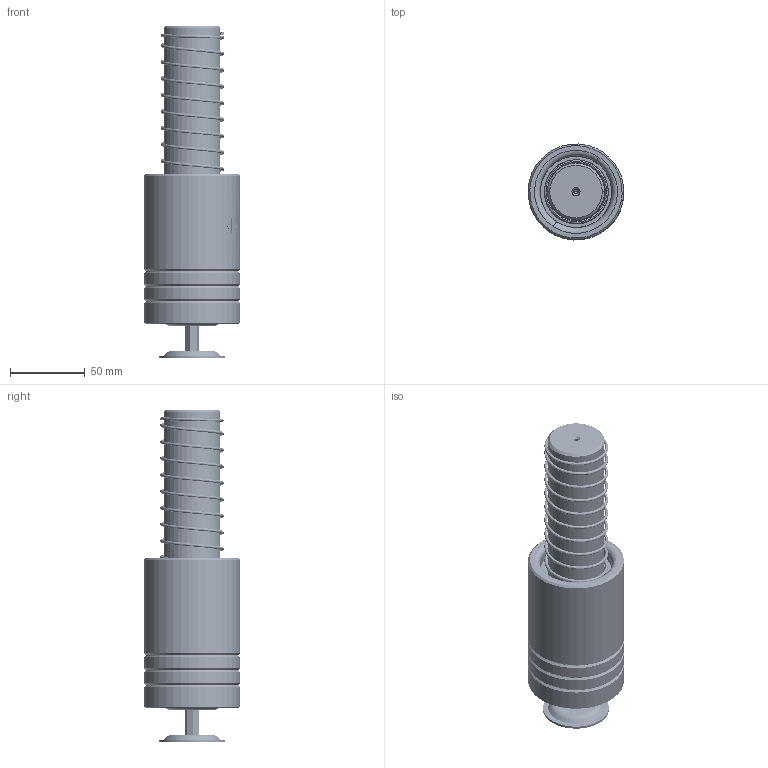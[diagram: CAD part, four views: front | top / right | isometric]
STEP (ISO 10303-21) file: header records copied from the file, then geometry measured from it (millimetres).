
FILE_DESCRIPTION (( 'STEP AP214' ), '1' );
FILE_NAME ('LMSH LMJH-D38-L200(BL-100).STEP', '2021-08-12T08:55:50', ( '' ), ( '' ), 'SwSTEP 2.0', 'SolidWorks 2016', '' );
FILE_SCHEMA (( 'AUTOMOTIVE_DESIGN' ));
Length unit declared in the file: millimetre
Products named in the file (329): GTM-3-縐种; BALL-D5; GTM-44; GTM-M16蹟簽 -; BSH-47.5-38.5-L90; TBB-D64-d48-L100; DSPM-D38-L200; BSH-D47.5-38.5-L90郪蚾; HWP-D42.5-d38.5-L110; GTM-44郪蚾; LMSH LMJH-D38-L200(BL-100)
Assembly tree (322 placements, depth 3):
  BALL-D5
  BALL-D5
  BALL-D5
  BALL-D5
  BALL-D5
Bounding box: 63.89 x 63.89 x 221.52 mm (x, y, z)
Volume: 415665.1 mm3; surface area: 151401.3 mm2
Topology: 315 solids, 315 shells, 1399 faces, 6021 edges, 4005 vertices
Faces by surface type: sphere 1232, cylinder 50, plane 40, cone 34, torus 22, bspline 21
Entity records: 68462 total; most frequent: CARTESIAN_POINT 42134, ORIENTED_EDGE 4624, DIRECTION 3907, EDGE_CURVE 2312, AXIS2_PLACEMENT_3D 1869, VERTEX_POINT 1521, EDGE_LOOP 1387, B_SPLINE_CURVE_WITH_KNOTS 1348
